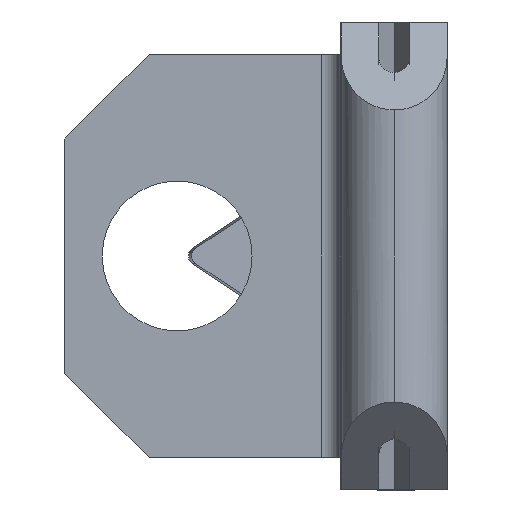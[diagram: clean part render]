
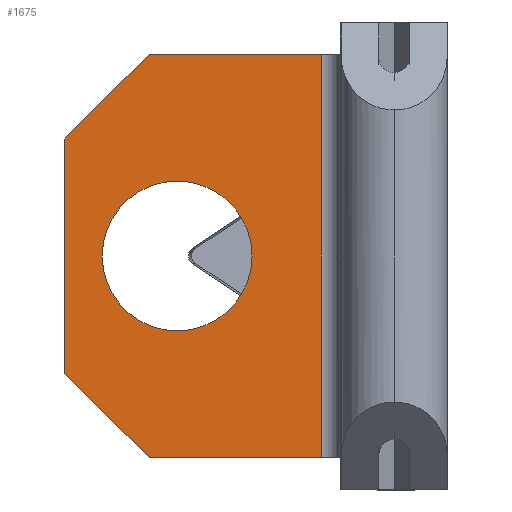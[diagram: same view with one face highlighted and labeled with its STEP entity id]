
A CAD part, left-side view. The second image highlights one B-rep face of the part: STEP entity #1675.
In plain terms, the highlighted planar face has unit normal (-1, 0, 0).
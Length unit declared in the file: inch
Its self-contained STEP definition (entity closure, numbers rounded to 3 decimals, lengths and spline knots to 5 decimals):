
#262 = VECTOR ( 'NONE', #9109, 39.37008 ) ;
#312 = LINE ( 'NONE', #6532, #4012 ) ;
#513 = VERTEX_POINT ( 'NONE', #4905 ) ;
#639 = DIRECTION ( 'NONE',  ( 0., 0., -1. ) ) ;
#684 = EDGE_CURVE ( 'NONE', #9399, #2257, #864, .T. ) ;
#719 = LINE ( 'NONE', #4603, #8468 ) ;
#760 = DIRECTION ( 'NONE',  ( 0., 0., -1. ) ) ;
#765 = CARTESIAN_POINT ( 'NONE',  ( 0.70675, 0.176, 0.1245 ) ) ;
#864 = LINE ( 'NONE', #765, #2601 ) ;
#963 = DIRECTION ( 'NONE',  ( 0., -1., 0. ) ) ;
#1675 = ADVANCED_FACE ( 'NONE', ( #9329, #5561 ), #4404, .F. ) ;
#1941 = EDGE_LOOP ( 'NONE', ( #2997, #5000 ) ) ;
#2257 = VERTEX_POINT ( 'NONE', #8692 ) ;
#2427 = CARTESIAN_POINT ( 'NONE',  ( 0.70675, 0.116, 0. ) ) ;
#2601 = VECTOR ( 'NONE', #639, 39.37008 ) ;
#2997 = ORIENTED_EDGE ( 'NONE', *, *, #5799, .F. ) ;
#3126 = ORIENTED_EDGE ( 'NONE', *, *, #684, .T. ) ;
#3158 = DIRECTION ( 'NONE',  ( 0., 0., 1. ) ) ;
#3562 = ORIENTED_EDGE ( 'NONE', *, *, #3809, .F. ) ;
#3637 = LINE ( 'NONE', #8749, #9160 ) ;
#3668 = CARTESIAN_POINT ( 'NONE',  ( 0.70675, 0.176, 0.1245 ) ) ;
#3809 = EDGE_CURVE ( 'NONE', #6503, #5600, #8093, .T. ) ;
#3840 = ORIENTED_EDGE ( 'NONE', *, *, #8107, .F. ) ;
#3881 = CARTESIAN_POINT ( 'NONE',  ( 0.70675, 0.131, 0.1075 ) ) ;
#3916 = CARTESIAN_POINT ( 'NONE',  ( 0.70675, 0.039, 0.1075 ) ) ;
#4012 = VECTOR ( 'NONE', #6561, 39.37008 ) ;
#4075 = DIRECTION ( 'NONE',  ( -1., 0., 0. ) ) ;
#4109 = ORIENTED_EDGE ( 'NONE', *, *, #4988, .F. ) ;
#4198 = CARTESIAN_POINT ( 'NONE',  ( 0.70675, 0.116, -0.04 ) ) ;
#4241 = VECTOR ( 'NONE', #5173, 39.37008 ) ;
#4384 = ORIENTED_EDGE ( 'NONE', *, *, #8940, .F. ) ;
#4404 = PLANE ( 'NONE',  #7887 ) ;
#4422 = CARTESIAN_POINT ( 'NONE',  ( 0.70675, 0.039, 0.1245 ) ) ;
#4542 = EDGE_LOOP ( 'NONE', ( #3562, #4384, #3840, #3126, #6809, #4109 ) ) ;
#4603 = CARTESIAN_POINT ( 'NONE',  ( 0.70675, 0.131, 0.1075 ) ) ;
#4905 = CARTESIAN_POINT ( 'NONE',  ( 0.70675, 0.131, -0.1075 ) ) ;
#4988 = EDGE_CURVE ( 'NONE', #5600, #513, #312, .T. ) ;
#5000 = ORIENTED_EDGE ( 'NONE', *, *, #6897, .F. ) ;
#5154 = DIRECTION ( 'NONE',  ( 1., 0., 0. ) ) ;
#5173 = DIRECTION ( 'NONE',  ( 0., 0., -1. ) ) ;
#5340 = AXIS2_PLACEMENT_3D ( 'NONE', #8404, #4075, #9102 ) ;
#5379 = CIRCLE ( 'NONE', #6151, 0.04 ) ;
#5561 = FACE_OUTER_BOUND ( 'NONE', #4542, .T. ) ;
#5600 = VERTEX_POINT ( 'NONE', #7284 ) ;
#5672 = LINE ( 'NONE', #8411, #262 ) ;
#5799 = EDGE_CURVE ( 'NONE', #8612, #8171, #5379, .T. ) ;
#5873 = DIRECTION ( 'NONE',  ( 0., 0.707, 0.707 ) ) ;
#6151 = AXIS2_PLACEMENT_3D ( 'NONE', #2427, #7500, #3158 ) ;
#6322 = EDGE_CURVE ( 'NONE', #513, #2257, #3637, .T. ) ;
#6503 = VERTEX_POINT ( 'NONE', #3916 ) ;
#6532 = CARTESIAN_POINT ( 'NONE',  ( 0.70675, 0.131, -0.1075 ) ) ;
#6561 = DIRECTION ( 'NONE',  ( 0., 1., 0. ) ) ;
#6588 = CARTESIAN_POINT ( 'NONE',  ( 0.70675, 0.176, 0.0625 ) ) ;
#6809 = ORIENTED_EDGE ( 'NONE', *, *, #6322, .F. ) ;
#6897 = EDGE_CURVE ( 'NONE', #8171, #8612, #7047, .T. ) ;
#7047 = CIRCLE ( 'NONE', #5340, 0.04 ) ;
#7091 = CARTESIAN_POINT ( 'NONE',  ( 0.70675, 0.116, 0.04 ) ) ;
#7284 = CARTESIAN_POINT ( 'NONE',  ( 0.70675, 0.039, -0.1075 ) ) ;
#7500 = DIRECTION ( 'NONE',  ( -1., 0., 0. ) ) ;
#7887 = AXIS2_PLACEMENT_3D ( 'NONE', #3668, #5154, #760 ) ;
#7923 = VERTEX_POINT ( 'NONE', #3881 ) ;
#8093 = LINE ( 'NONE', #4422, #4241 ) ;
#8107 = EDGE_CURVE ( 'NONE', #9399, #7923, #5672, .T. ) ;
#8171 = VERTEX_POINT ( 'NONE', #4198 ) ;
#8404 = CARTESIAN_POINT ( 'NONE',  ( 0.70675, 0.116, 0. ) ) ;
#8411 = CARTESIAN_POINT ( 'NONE',  ( 0.70675, 0.176, 0.0625 ) ) ;
#8468 = VECTOR ( 'NONE', #963, 39.37008 ) ;
#8612 = VERTEX_POINT ( 'NONE', #7091 ) ;
#8692 = CARTESIAN_POINT ( 'NONE',  ( 0.70675, 0.176, -0.0625 ) ) ;
#8749 = CARTESIAN_POINT ( 'NONE',  ( 0.70675, 0.176, -0.0625 ) ) ;
#8940 = EDGE_CURVE ( 'NONE', #7923, #6503, #719, .T. ) ;
#9102 = DIRECTION ( 'NONE',  ( 0., 0., 1. ) ) ;
#9109 = DIRECTION ( 'NONE',  ( 0., -0.707, 0.707 ) ) ;
#9160 = VECTOR ( 'NONE', #5873, 39.37008 ) ;
#9329 = FACE_BOUND ( 'NONE', #1941, .T. ) ;
#9399 = VERTEX_POINT ( 'NONE', #6588 ) ;
